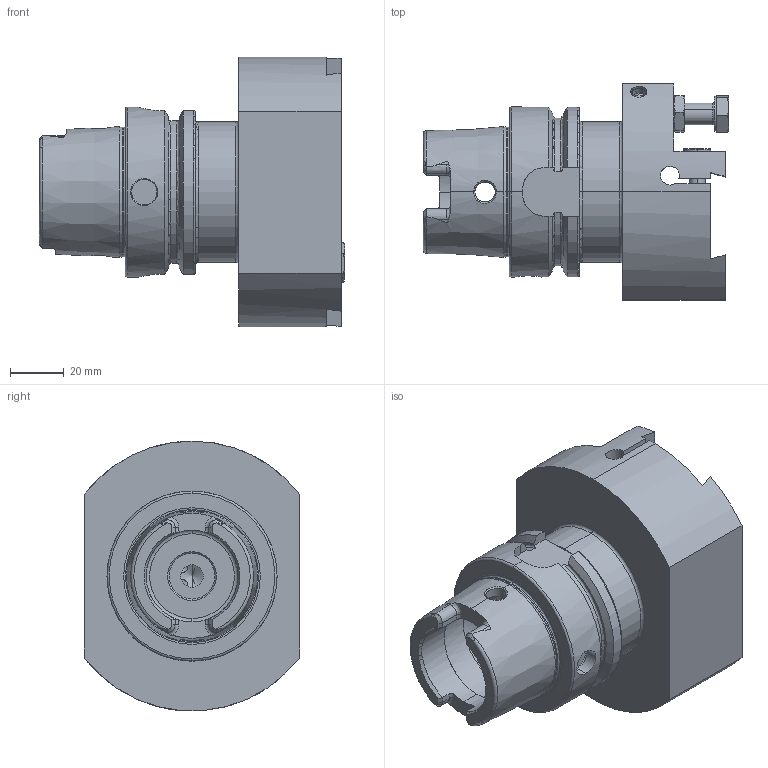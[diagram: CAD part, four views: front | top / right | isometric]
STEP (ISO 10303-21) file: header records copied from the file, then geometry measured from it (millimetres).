
FILE_DESCRIPTION (( 'STEP AP214' ), '1' );
FILE_NAME ('HA6.AM3.K11.080.STEP', '2011-10-06T12:51:06', ( 'SwiAdmin' ), ( '' ), 'SwSTEP 2.0', 'SolidWorks 2011', '' );
FILE_SCHEMA (( 'AUTOMOTIVE_DESIGN' ));
Length unit declared in the file: millimetre
Products named in the file (7): ISO 4762 - M6 x 16_PreviewCfg; ISO 4026 - M8 x 10_PreviewCfg; AM3-ER1.001.020_PreviewCfg; ISO 4035 - M8_PreviewCfg; KVT_MB_600_060; HA6-AM3.K11.080_A_Fertigbearbeitung; HA6.AM3.K11.080
Assembly tree (9 placements, depth 2):
  HA6.AM3.K11.080
    KVT_MB_600_060  x2
    AM3-ER1.001.020_PreviewCfg
    HA6-AM3.K11.080_A_Fertigbearbeitung
    ISO 4026 - M8 x 10_PreviewCfg
    ISO 4762 - M6 x 16_PreviewCfg  x3
    ISO 4035 - M8_PreviewCfg
Bounding box: 113.2 x 80 x 99.94 mm (x, y, z)
Volume: 318194.6 mm3; surface area: 59805.6 mm2
Topology: 11 solids, 11 shells, 466 faces, 1142 edges, 690 vertices
Faces by surface type: plane 151, cone 133, cylinder 114, torus 44, bspline 20, sphere 4
Entity records: 15464 total; most frequent: CARTESIAN_POINT 4986, ORIENTED_EDGE 1884, DIRECTION 1789, EDGE_CURVE 942, AXIS2_PLACEMENT_3D 709, VERTEX_POINT 585, EDGE_LOOP 415, FACE_OUTER_BOUND 380
